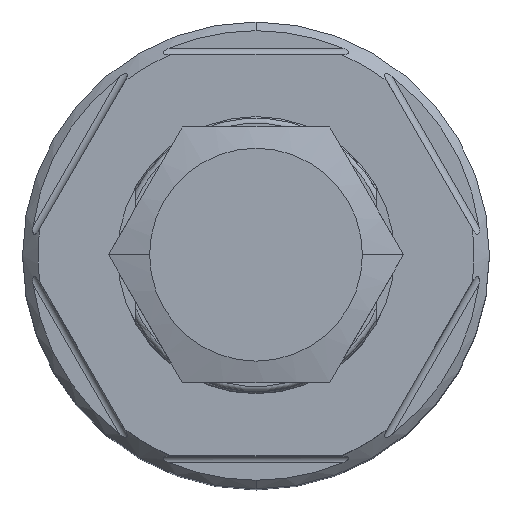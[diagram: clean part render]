
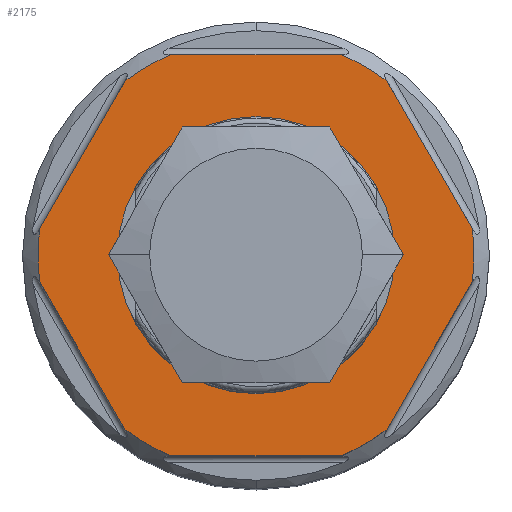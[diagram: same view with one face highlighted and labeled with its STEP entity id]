
A CAD part, top view. The second image highlights one B-rep face of the part: STEP entity #2175.
In plain terms, the highlighted planar face has unit normal (0, 0, 1).
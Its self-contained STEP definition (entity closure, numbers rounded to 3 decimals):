
#478=CARTESIAN_POINT('',(0.,0.,67.869));
#479=DIRECTION('',(0.,0.,1.));
#480=DIRECTION('',(-0.391,0.92,0.));
#481=AXIS2_PLACEMENT_3D('',#478,#479,#480);
#483=DIRECTION('',(1.,0.,0.));
#484=VECTOR('',#483,12.719);
#485=CARTESIAN_POINT('',(-6.359,14.961,67.869));
#486=LINE('',#485,#484);
#487=CARTESIAN_POINT('',(0.,0.,67.869));
#488=DIRECTION('',(0.,0.,1.));
#489=DIRECTION('',(0.601,0.799,0.));
#490=AXIS2_PLACEMENT_3D('',#487,#488,#489);
#492=DIRECTION('',(-0.5,0.866,0.));
#493=VECTOR('',#492,12.719);
#494=CARTESIAN_POINT('',(16.136,1.973,67.869));
#495=LINE('',#494,#493);
#496=CARTESIAN_POINT('',(0.,0.,67.869));
#497=DIRECTION('',(0.,0.,1.));
#498=DIRECTION('',(0.993,-0.121,0.));
#499=AXIS2_PLACEMENT_3D('',#496,#497,#498);
#501=DIRECTION('',(-0.5,-0.866,0.));
#502=VECTOR('',#501,12.719);
#503=CARTESIAN_POINT('',(16.136,-1.973,67.869));
#504=LINE('',#503,#502);
#505=CARTESIAN_POINT('',(0.,0.,67.869));
#506=DIRECTION('',(0.,0.,1.));
#507=DIRECTION('',(0.391,-0.92,0.));
#508=AXIS2_PLACEMENT_3D('',#505,#506,#507);
#510=DIRECTION('',(1.,0.,0.));
#511=VECTOR('',#510,12.719);
#512=CARTESIAN_POINT('',(-6.359,-14.961,67.869));
#513=LINE('',#512,#511);
#514=CARTESIAN_POINT('',(0.,0.,67.869));
#515=DIRECTION('',(0.,0.,1.));
#516=DIRECTION('',(-0.601,-0.799,0.));
#517=AXIS2_PLACEMENT_3D('',#514,#515,#516);
#519=DIRECTION('',(0.5,-0.866,0.));
#520=VECTOR('',#519,12.719);
#521=CARTESIAN_POINT('',(-16.136,-1.973,67.869));
#522=LINE('',#521,#520);
#523=CARTESIAN_POINT('',(0.,0.,67.869));
#524=DIRECTION('',(0.,0.,1.));
#525=DIRECTION('',(-0.993,0.121,0.));
#526=AXIS2_PLACEMENT_3D('',#523,#524,#525);
#528=DIRECTION('',(0.5,0.866,0.));
#529=VECTOR('',#528,12.719);
#530=CARTESIAN_POINT('',(-16.136,1.973,67.869));
#531=LINE('',#530,#529);
#532=CARTESIAN_POINT('',(0.,0.,67.869));
#533=DIRECTION('',(0.,0.,-1.));
#534=DIRECTION('',(0.,1.,0.));
#535=AXIS2_PLACEMENT_3D('',#532,#533,#534);
#537=CARTESIAN_POINT('',(0.,0.,67.869));
#538=DIRECTION('',(0.,0.,-1.));
#539=DIRECTION('',(0.,-1.,0.));
#540=AXIS2_PLACEMENT_3D('',#537,#538,#539);
#1452=CARTESIAN_POINT('',(-6.359,14.961,67.869));
#1453=CARTESIAN_POINT('',(-9.777,12.988,67.869));
#1454=VERTEX_POINT('',#1452);
#1455=VERTEX_POINT('',#1453);
#1456=CARTESIAN_POINT('',(6.359,-14.961,67.869));
#1457=CARTESIAN_POINT('',(9.777,-12.988,67.869));
#1458=VERTEX_POINT('',#1456);
#1459=VERTEX_POINT('',#1457);
#1488=CARTESIAN_POINT('',(-16.136,1.973,67.869));
#1489=CARTESIAN_POINT('',(-16.136,-1.973,67.869));
#1490=VERTEX_POINT('',#1488);
#1491=VERTEX_POINT('',#1489);
#1492=CARTESIAN_POINT('',(-9.777,-12.988,67.869));
#1493=CARTESIAN_POINT('',(-6.359,-14.961,67.869));
#1494=VERTEX_POINT('',#1492);
#1495=VERTEX_POINT('',#1493);
#1496=CARTESIAN_POINT('',(16.136,-1.973,67.869));
#1497=CARTESIAN_POINT('',(16.136,1.973,67.869));
#1498=VERTEX_POINT('',#1496);
#1499=VERTEX_POINT('',#1497);
#1500=CARTESIAN_POINT('',(9.777,12.988,67.869));
#1501=CARTESIAN_POINT('',(6.359,14.961,67.869));
#1502=VERTEX_POINT('',#1500);
#1503=VERTEX_POINT('',#1501);
#1600=CARTESIAN_POINT('',(0.,10.325,67.869));
#1601=CARTESIAN_POINT('',(0.,-10.325,67.869));
#1602=VERTEX_POINT('',#1600);
#1603=VERTEX_POINT('',#1601);
#2140=CARTESIAN_POINT('',(0.,0.,67.869));
#2141=DIRECTION('',(0.,0.,1.));
#2142=DIRECTION('',(1.,0.,0.));
#2143=AXIS2_PLACEMENT_3D('',#2140,#2141,#2142);
#2144=PLANE('',#2143);
#2146=ORIENTED_EDGE('',*,*,#2145,.F.);
#2148=ORIENTED_EDGE('',*,*,#2147,.T.);
#2150=ORIENTED_EDGE('',*,*,#2149,.F.);
#2152=ORIENTED_EDGE('',*,*,#2151,.F.);
#2154=ORIENTED_EDGE('',*,*,#2153,.F.);
#2156=ORIENTED_EDGE('',*,*,#2155,.T.);
#2158=ORIENTED_EDGE('',*,*,#2157,.F.);
#2160=ORIENTED_EDGE('',*,*,#2159,.F.);
#2162=ORIENTED_EDGE('',*,*,#2161,.F.);
#2164=ORIENTED_EDGE('',*,*,#2163,.F.);
#2166=ORIENTED_EDGE('',*,*,#2165,.F.);
#2168=ORIENTED_EDGE('',*,*,#2167,.T.);
#2169=EDGE_LOOP('',(#2146,#2148,#2150,#2152,#2154,#2156,#2158,#2160,#2162,#2164,
#2166,#2168));
#2170=FACE_OUTER_BOUND('',#2169,.F.);
#2171=ORIENTED_EDGE('',*,*,#2131,.F.);
#2172=ORIENTED_EDGE('',*,*,#2096,.F.);
#2173=EDGE_LOOP('',(#2171,#2172));
#2174=FACE_BOUND('',#2173,.F.);
#2175=ADVANCED_FACE('',(#2170,#2174),#2144,.T.);
#482=CIRCLE('',#481,16.256);
#491=CIRCLE('',#490,16.256);
#500=CIRCLE('',#499,16.256);
#509=CIRCLE('',#508,16.256);
#518=CIRCLE('',#517,16.256);
#527=CIRCLE('',#526,16.256);
#536=CIRCLE('',#535,10.325);
#541=CIRCLE('',#540,10.325);
#2096=EDGE_CURVE('',#1603,#1602,#541,.T.);
#2131=EDGE_CURVE('',#1602,#1603,#536,.T.);
#2145=EDGE_CURVE('',#1454,#1455,#482,.T.);
#2147=EDGE_CURVE('',#1454,#1503,#486,.T.);
#2149=EDGE_CURVE('',#1502,#1503,#491,.T.);
#2151=EDGE_CURVE('',#1499,#1502,#495,.T.);
#2153=EDGE_CURVE('',#1498,#1499,#500,.T.);
#2155=EDGE_CURVE('',#1498,#1459,#504,.T.);
#2157=EDGE_CURVE('',#1458,#1459,#509,.T.);
#2159=EDGE_CURVE('',#1495,#1458,#513,.T.);
#2161=EDGE_CURVE('',#1494,#1495,#518,.T.);
#2163=EDGE_CURVE('',#1491,#1494,#522,.T.);
#2165=EDGE_CURVE('',#1490,#1491,#527,.T.);
#2167=EDGE_CURVE('',#1490,#1455,#531,.T.);
